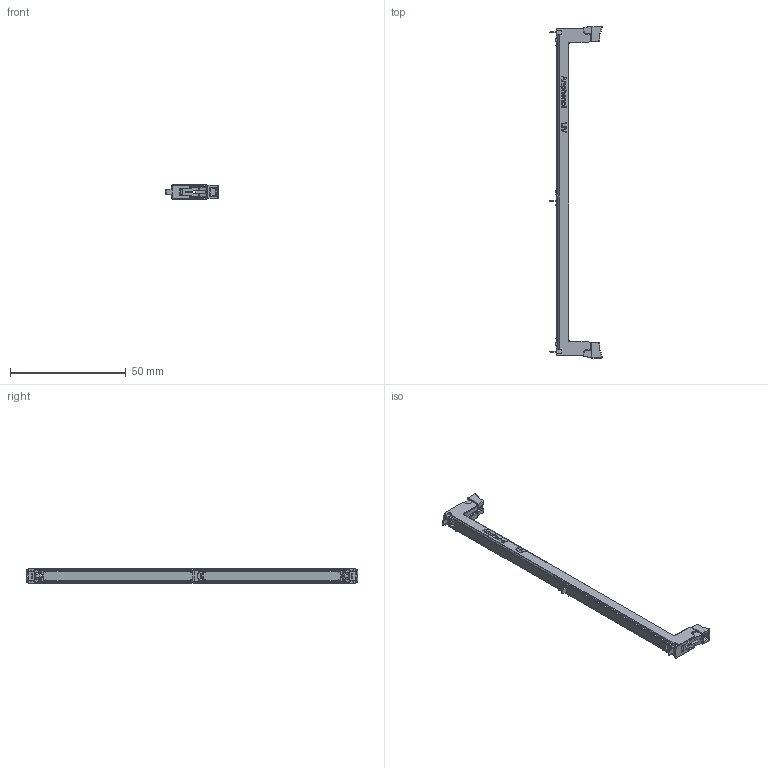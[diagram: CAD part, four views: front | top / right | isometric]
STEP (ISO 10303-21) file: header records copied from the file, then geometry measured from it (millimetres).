
FILE_DESCRIPTION((''),'2;1');
FILE_NAME('DDR5-16G_ASM','2021-03-03T',('kellen.yang'),(''),'CREO PARAMETRIC BY PTC INC, 2018360','CREO PARAMETRIC BY PTC INC, 2018360','');
FILE_SCHEMA(('AUTOMOTIVE_DESIGN { 1 0 10303 214 1 1 1 1 }'));
Products named in the file (1): DDR5-16G_ASM
Bounding box: 22.8 x 143.4 x 6.1 mm (x, y, z)
Volume: 4436.9 mm3; surface area: 5946.7 mm2
Topology: 1 solids, 3 shells, 2186 faces, 5874 edges, 3732 vertices
Faces by surface type: plane 1223, cylinder 587, torus 168, bspline 90, cone 78, sphere 40
Entity records: 74474 total; most frequent: CARTESIAN_POINT 18006, ORIENTED_EDGE 11748, DIRECTION 10524, EDGE_CURVE 5874, VECTOR 4000, LINE 4000, VERTEX_POINT 3732, AXIS2_PLACEMENT_3D 3262
